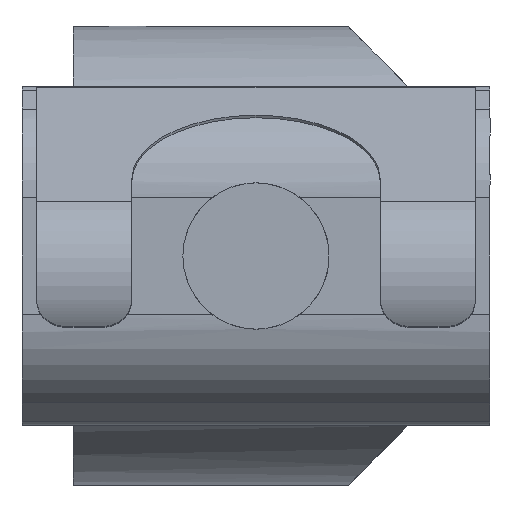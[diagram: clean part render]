
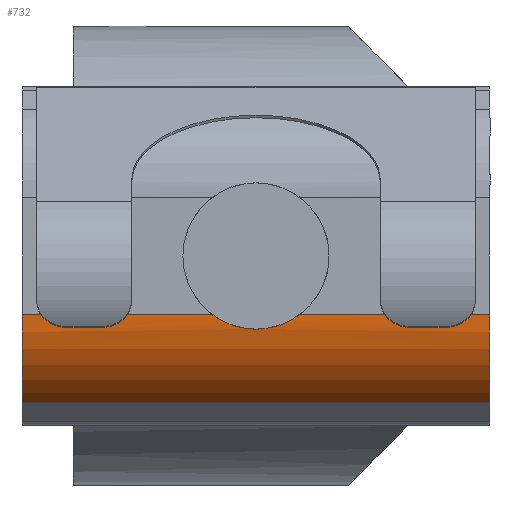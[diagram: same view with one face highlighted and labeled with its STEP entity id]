
A CAD part, left-side view. The second image highlights one B-rep face of the part: STEP entity #732.
In plain terms, the highlighted cylindrical face has radius 3.5 mm (diameter 7 mm), a partial arc.
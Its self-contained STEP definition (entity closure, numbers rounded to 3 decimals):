
#732=ADVANCED_FACE('',(#850),#851,.T.);
#850=FACE_OUTER_BOUND('',#1057,.T.);
#851=CYLINDRICAL_SURFACE('',#1058,3.5);
#1057=EDGE_LOOP('',(#1377,#1378,#1379,#1380,#1381,#1382));
#1058=AXIS2_PLACEMENT_3D('',#1383,#1384,#1385);
#1377=ORIENTED_EDGE('',*,*,#2094,.T.);
#1378=ORIENTED_EDGE('',*,*,#2032,.T.);
#1379=ORIENTED_EDGE('',*,*,#2096,.T.);
#1380=ORIENTED_EDGE('',*,*,#2097,.T.);
#1381=ORIENTED_EDGE('',*,*,#2098,.T.);
#1382=ORIENTED_EDGE('',*,*,#2099,.F.);
#1383=CARTESIAN_POINT('',(-8.0,-1.99,-0.1));
#1384=DIRECTION('',(-1.0,0.,0.));
#1385=DIRECTION('',(0.,-1.0,0.));
#2032=EDGE_CURVE('',#2292,#2297,#2299,.T.);
#2094=EDGE_CURVE('',#2409,#2292,#2410,.T.);
#2096=EDGE_CURVE('',#2297,#2412,#2413,.T.);
#2097=EDGE_CURVE('',#2412,#2414,#2415,.T.);
#2098=EDGE_CURVE('',#2414,#2416,#2417,.T.);
#2099=EDGE_CURVE('',#2409,#2416,#2418,.T.);
#2292=VERTEX_POINT('',#2757);
#2297=VERTEX_POINT('',#2771);
#2299=B_SPLINE_CURVE_WITH_KNOTS('',3,(#2773,#2774,#2775,#2776,#2777,#2778,#2779,#2780,#2781,#2782),.UNSPECIFIED.,.F.,.F.,(4,2,2,2,4),(0.,0.001,0.002,0.002,0.003),.UNSPECIFIED.);
#2409=VERTEX_POINT('',#2930);
#2410=LINE('',#2931,#2932);
#2412=VERTEX_POINT('',#2935);
#2413=LINE('',#2936,#2937);
#2414=VERTEX_POINT('',#2938);
#2415=CIRCLE('',#2939,3.5);
#2416=VERTEX_POINT('',#2940);
#2417=LINE('',#2941,#2942);
#2418=CIRCLE('',#2943,3.5);
#2757=CARTESIAN_POINT('',(-1.513,-1.99,-3.6));
#2771=CARTESIAN_POINT('',(1.513,-1.99,-3.6));
#2773=CARTESIAN_POINT('',(-1.513,-1.99,-3.6));
#2774=CARTESIAN_POINT('',(-1.296,-2.156,-3.6));
#2775=CARTESIAN_POINT('',(-1.058,-2.282,-3.589));
#2776=CARTESIAN_POINT('',(-0.541,-2.456,-3.57));
#2777=CARTESIAN_POINT('',(-0.274,-2.5,-3.563));
#2778=CARTESIAN_POINT('',(0.271,-2.5,-3.563));
#2779=CARTESIAN_POINT('',(0.539,-2.456,-3.57));
#2780=CARTESIAN_POINT('',(1.054,-2.283,-3.589));
#2781=CARTESIAN_POINT('',(1.296,-2.156,-3.6));
#2782=CARTESIAN_POINT('',(1.513,-1.99,-3.6));
#2930=CARTESIAN_POINT('',(-8.0,-1.99,-3.6));
#2931=CARTESIAN_POINT('',(-8.0,-1.99,-3.6));
#2932=VECTOR('',#3690,1.0);
#2935=CARTESIAN_POINT('',(8.0,-1.99,-3.6));
#2936=CARTESIAN_POINT('',(-8.0,-1.99,-3.6));
#2937=VECTOR('',#3692,1.0);
#2938=CARTESIAN_POINT('',(8.0,-5.023,-1.847));
#2939=AXIS2_PLACEMENT_3D('',#3693,#3694,#3695);
#2940=CARTESIAN_POINT('',(-8.0,-5.023,-1.847));
#2941=CARTESIAN_POINT('',(-8.0,-5.023,-1.847));
#2942=VECTOR('',#3696,1.0);
#2943=AXIS2_PLACEMENT_3D('',#3697,#3698,#3699);
#3690=DIRECTION('',(1.0,0.,0.));
#3692=DIRECTION('',(1.0,0.,0.));
#3693=CARTESIAN_POINT('',(8.0,-1.99,-0.1));
#3694=DIRECTION('',(-1.0,0.,0.));
#3695=DIRECTION('',(0.,-1.0,0.));
#3696=DIRECTION('',(-1.0,0.,0.));
#3697=CARTESIAN_POINT('',(-8.0,-1.99,-0.1));
#3698=DIRECTION('',(-1.0,0.,0.));
#3699=DIRECTION('',(0.,-1.0,0.));
